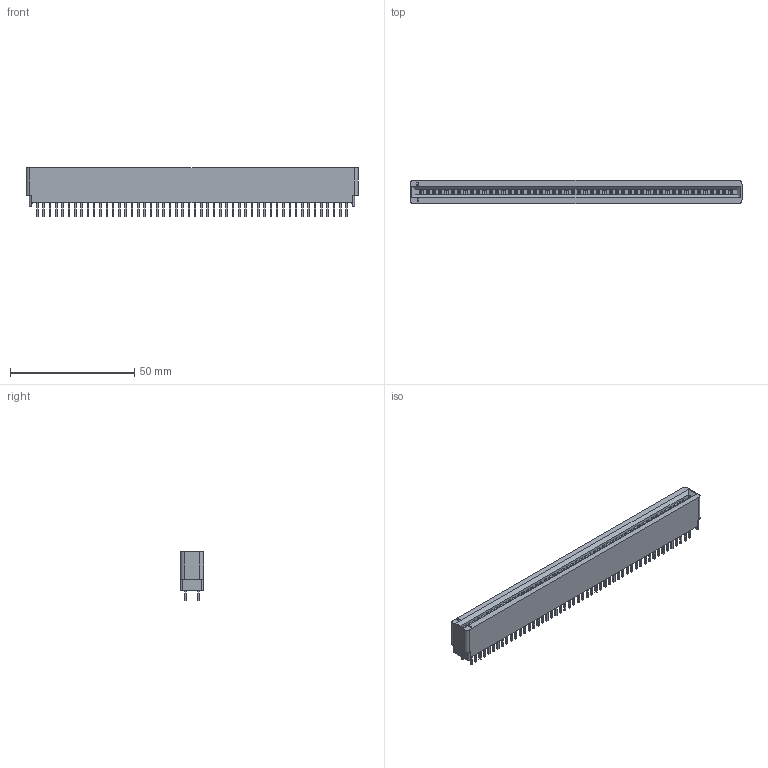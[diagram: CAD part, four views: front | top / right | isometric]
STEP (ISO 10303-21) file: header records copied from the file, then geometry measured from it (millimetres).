
FILE_DESCRIPTION(('STEP AP242'),'1');
FILE_NAME('4-6437270-1.stp','2024-02-25T23:00:18',('TraceParts'),('TraceParts S.A.'),'Spatial InterOp 3D',' ',' ');
FILE_SCHEMA(('AP242_MANAGED_MODEL_BASED_3D_ENGINEERING_MIM_LF {1 0 10303 442 1 1 4}'));
Length unit declared in the file: millimetre
Products named in the file (1): 4-6437270-1
Bounding box: 133.6 x 9.35 x 19.75 mm (x, y, z)
Volume: 15571.3 mm3; surface area: 11323 mm2
Topology: 1 solids, 1 shells, 2170 faces, 6191 edges, 4126 vertices
Faces by surface type: plane 1760, cylinder 410
Entity records: 70798 total; most frequent: CARTESIAN_POINT 12488, ORIENTED_EDGE 12382, DIRECTION 11353, EDGE_CURVE 6191, LINE 5371, VECTOR 5371, VERTEX_POINT 4126, AXIS2_PLACEMENT_3D 2991
